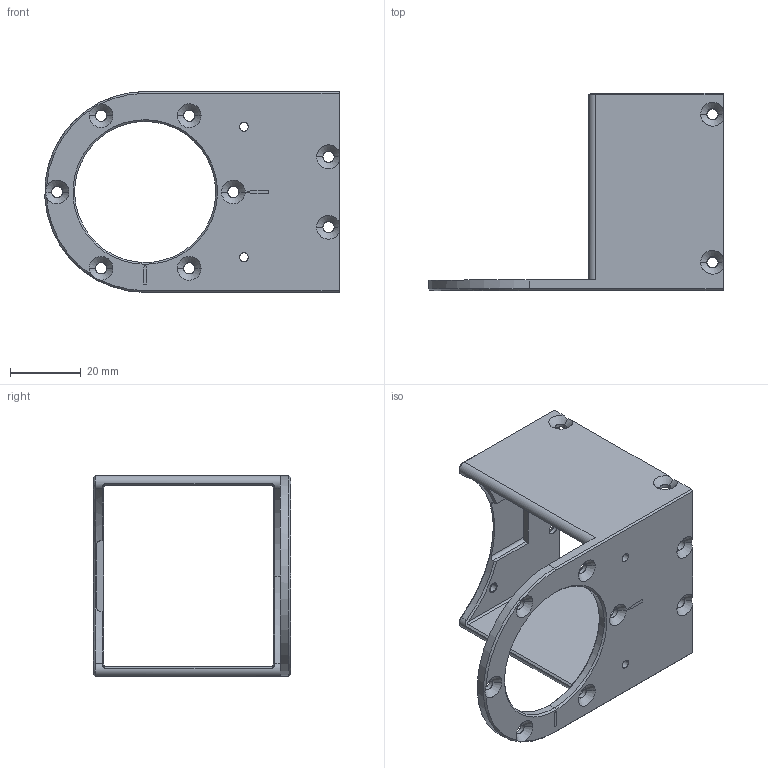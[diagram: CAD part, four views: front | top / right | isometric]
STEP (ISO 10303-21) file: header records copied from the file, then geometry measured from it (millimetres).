
FILE_DESCRIPTION (( 'STEP AP214' ), '1' );
FILE_NAME ('JXS-02-03.STEP', '2026-02-04T18:14:30', ( '1' ), ( '' ), 'SwSTEP 2.0', 'SolidWorks 2020', '' );
FILE_SCHEMA (( 'AUTOMOTIVE_DESIGN' ));
Length unit declared in the file: millimetre
Products named in the file (1): JXS-02-03
Bounding box: 83.44 x 56 x 57 mm (x, y, z)
Surface area: 19194.5 mm2 (no closed solid volume)
Topology: 0 solids, 4 shells, 144 faces, 398 edges, 246 vertices
Faces by surface type: cylinder 57, cone 43, plane 36, bspline 8
Entity records: 7458 total; most frequent: CARTESIAN_POINT 4544, ORIENTED_EDGE 784, EDGE_CURVE 398, B_SPLINE_CURVE_WITH_KNOTS 398, DIRECTION 274, VERTEX_POINT 246, EDGE_LOOP 174, ADVANCED_FACE 144
